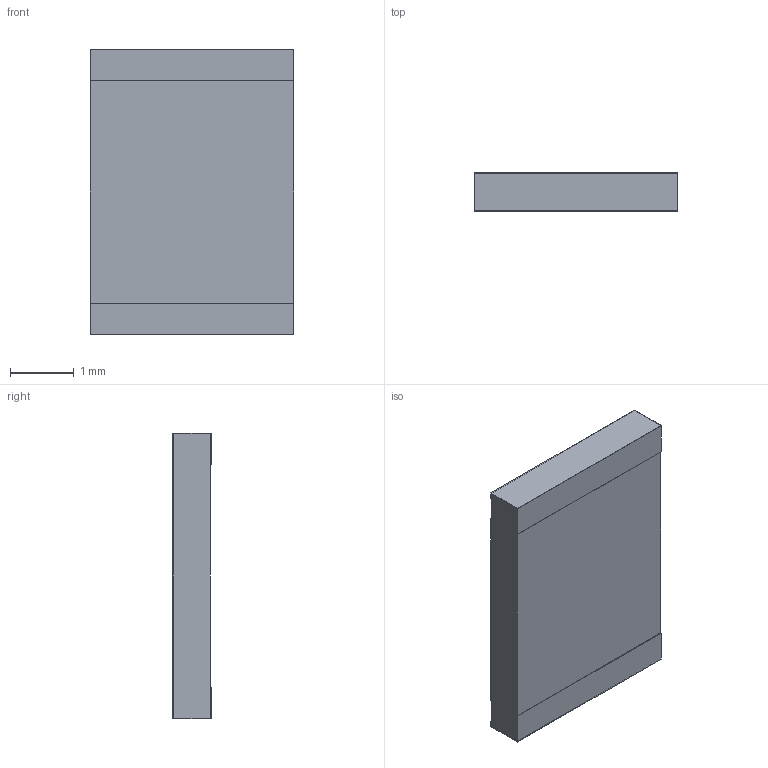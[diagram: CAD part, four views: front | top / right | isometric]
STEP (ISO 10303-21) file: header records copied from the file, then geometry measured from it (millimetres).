
FILE_DESCRIPTION (( 'STEP AP214' ), '1' );
FILE_NAME ('R1812.STEP', '2019-05-10T07:08:38', ( '' ), ( '' ), 'SwSTEP 2.0', 'SolidWorks 2018', '' );
FILE_SCHEMA (( 'AUTOMOTIVE_DESIGN' ));
Length unit declared in the file: millimetre
Products named in the file (2): R1812_1812; R1812
Assembly tree (1 placements, depth 2):
  R1812
    R1812_1812
Bounding box: 3.2 x 0.6 x 4.5 mm (x, y, z)
Volume: 8.5 mm3; surface area: 80.1 mm2
Topology: 4 solids, 4 shells, 110 faces, 282 edges, 188 vertices
Faces by surface type: plane 73, bspline 37
Entity records: 5794 total; most frequent: CARTESIAN_POINT 2805, ORIENTED_EDGE 564, DIRECTION 362, EDGE_CURVE 282, VECTOR 208, LINE 208, VERTEX_POINT 188, EDGE_LOOP 118
